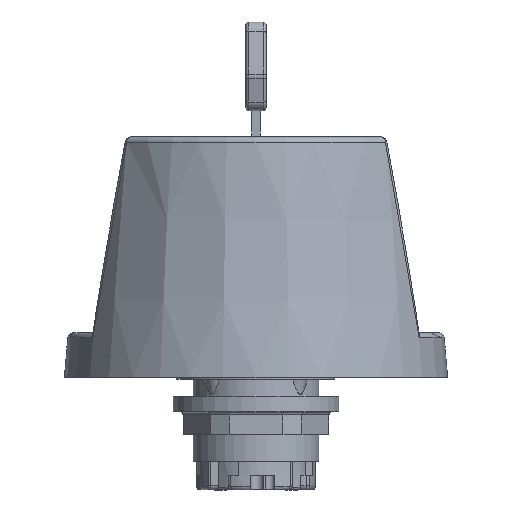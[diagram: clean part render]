
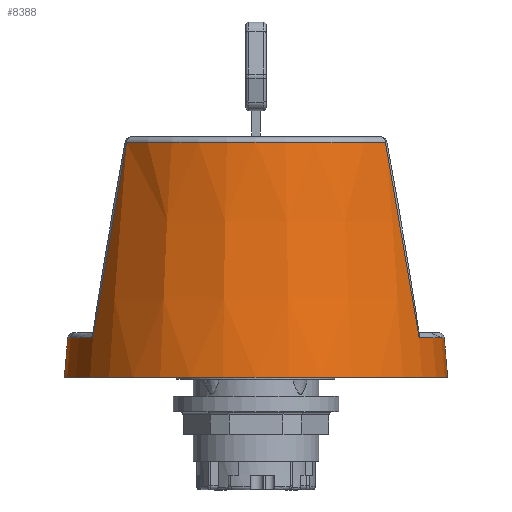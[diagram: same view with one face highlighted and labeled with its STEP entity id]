
A CAD part, front view. The second image highlights one B-rep face of the part: STEP entity #8388.
In plain terms, the highlighted conical face has half-angle 5 degrees and reference radius 31.663 mm.
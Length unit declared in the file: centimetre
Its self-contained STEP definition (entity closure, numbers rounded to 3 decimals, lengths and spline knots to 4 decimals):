
#102=CONICAL_SURFACE('',#9206,3.1663,5.);
#272=B_SPLINE_CURVE_WITH_KNOTS('',3,(#14879,#14880,#14881,#14882),
 .UNSPECIFIED.,.F.,.F.,(4,4),(-3.677,-0.1955),
 .UNSPECIFIED.);
#273=B_SPLINE_CURVE_WITH_KNOTS('',3,(#14886,#14887,#14888,#14889),
 .UNSPECIFIED.,.F.,.F.,(4,4),(-4.2818,-0.8003),
 .UNSPECIFIED.);
#274=B_SPLINE_CURVE_WITH_KNOTS('',3,(#14893,#14894,#14895,#14896),
 .UNSPECIFIED.,.F.,.F.,(4,4),(-3.677,-0.1955),
 .UNSPECIFIED.);
#275=B_SPLINE_CURVE_WITH_KNOTS('',3,(#14900,#14901,#14902,#14903),
 .UNSPECIFIED.,.F.,.F.,(4,4),(-4.2818,-0.8003),
 .UNSPECIFIED.);
#1688=FACE_BOUND('',#2536,.T.);
#1986=FACE_OUTER_BOUND('',#2535,.T.);
#2535=EDGE_LOOP('',(#6807));
#2536=EDGE_LOOP('',(#6808,#6809,#6810,#6811,#6812,#6813,#6814,#6815));
#3017=CIRCLE('',#9083,3.35);
#3071=CIRCLE('',#9207,3.2897);
#3072=CIRCLE('',#9208,2.9905);
#3073=CIRCLE('',#9209,3.2897);
#3074=CIRCLE('',#9210,2.9905);
#3705=VERTEX_POINT('',#14228);
#3843=VERTEX_POINT('',#14877);
#3844=VERTEX_POINT('',#14878);
#3845=VERTEX_POINT('',#14883);
#3846=VERTEX_POINT('',#14885);
#3847=VERTEX_POINT('',#14890);
#3848=VERTEX_POINT('',#14892);
#3849=VERTEX_POINT('',#14897);
#3850=VERTEX_POINT('',#14899);
#4695=EDGE_CURVE('',#3705,#3705,#3017,.T.);
#4892=EDGE_CURVE('',#3843,#3844,#272,.T.);
#4893=EDGE_CURVE('',#3845,#3843,#3071,.T.);
#4894=EDGE_CURVE('',#3846,#3845,#273,.T.);
#4895=EDGE_CURVE('',#3847,#3846,#3072,.T.);
#4896=EDGE_CURVE('',#3848,#3847,#274,.T.);
#4897=EDGE_CURVE('',#3849,#3848,#3073,.T.);
#4898=EDGE_CURVE('',#3850,#3849,#275,.T.);
#4899=EDGE_CURVE('',#3844,#3850,#3074,.T.);
#6807=ORIENTED_EDGE('',*,*,#4695,.F.);
#6808=ORIENTED_EDGE('',*,*,#4892,.F.);
#6809=ORIENTED_EDGE('',*,*,#4893,.F.);
#6810=ORIENTED_EDGE('',*,*,#4894,.F.);
#6811=ORIENTED_EDGE('',*,*,#4895,.F.);
#6812=ORIENTED_EDGE('',*,*,#4896,.F.);
#6813=ORIENTED_EDGE('',*,*,#4897,.F.);
#6814=ORIENTED_EDGE('',*,*,#4898,.F.);
#6815=ORIENTED_EDGE('',*,*,#4899,.F.);
#8388=ADVANCED_FACE('',(#1986,#1688),#102,.T.);
#9083=AXIS2_PLACEMENT_3D('',#14229,#10852,#10853);
#9206=AXIS2_PLACEMENT_3D('',#14876,#11201,#11202);
#9207=AXIS2_PLACEMENT_3D('',#14884,#11203,#11204);
#9208=AXIS2_PLACEMENT_3D('',#14891,#11205,#11206);
#9209=AXIS2_PLACEMENT_3D('',#14898,#11207,#11208);
#9210=AXIS2_PLACEMENT_3D('',#14904,#11209,#11210);
#10852=DIRECTION('center_axis',(0.,0.,
-1.));
#10853=DIRECTION('ref_axis',(1.,0.,0.));
#11201=DIRECTION('center_axis',(0.,0.,
-1.));
#11202=DIRECTION('ref_axis',(1.,0.,0.));
#11203=DIRECTION('center_axis',(0.,0.,
1.));
#11204=DIRECTION('ref_axis',(-1.,0.,0.));
#11205=DIRECTION('center_axis',(0.,0.,
1.));
#11206=DIRECTION('ref_axis',(0.,1.,0.));
#11207=DIRECTION('center_axis',(0.,0.,
1.));
#11208=DIRECTION('ref_axis',(1.,0.,0.));
#11209=DIRECTION('center_axis',(0.,0.,
1.));
#11210=DIRECTION('ref_axis',(0.,-1.,0.));
#14228=CARTESIAN_POINT('',(5.4348,3.3169,2.0306));
#14229=CARTESIAN_POINT('Origin',(2.0848,3.3169,2.0306));
#14876=CARTESIAN_POINT('Origin',(2.0848,3.3169,4.1306));
#14877=CARTESIAN_POINT('',(-0.7663,1.6755,2.7193));
#14878=CARTESIAN_POINT('',(-0.1774,1.3609,6.1393));
#14879=CARTESIAN_POINT('Ctrl Pts',(-0.7663,1.6755,
2.7193));
#14880=CARTESIAN_POINT('Ctrl Pts',(-0.5906,1.5708,
3.8625));
#14881=CARTESIAN_POINT('Ctrl Pts',(-0.3995,1.4659,
5.0037));
#14882=CARTESIAN_POINT('Ctrl Pts',(-0.1774,1.3609,6.1393));
#14883=CARTESIAN_POINT('',(-0.7663,4.9582,2.7193));
#14884=CARTESIAN_POINT('Origin',(2.0848,3.3169,2.7193));
#14885=CARTESIAN_POINT('',(-0.1774,5.2729,6.1393));
#14886=CARTESIAN_POINT('Ctrl Pts',(-0.1774,5.2729,
6.1393));
#14887=CARTESIAN_POINT('Ctrl Pts',(-0.3995,5.1678,
5.0037));
#14888=CARTESIAN_POINT('Ctrl Pts',(-0.5906,5.0629,3.8625));
#14889=CARTESIAN_POINT('Ctrl Pts',(-0.7663,4.9582,2.7193));
#14890=CARTESIAN_POINT('',(4.3469,5.2729,6.1393));
#14891=CARTESIAN_POINT('Origin',(2.0848,3.3169,6.1393));
#14892=CARTESIAN_POINT('',(4.9358,4.9582,2.7193));
#14893=CARTESIAN_POINT('Ctrl Pts',(4.9358,4.9582,2.7193));
#14894=CARTESIAN_POINT('Ctrl Pts',(4.7601,5.0629,3.8625));
#14895=CARTESIAN_POINT('Ctrl Pts',(4.5691,5.1678,5.0037));
#14896=CARTESIAN_POINT('Ctrl Pts',(4.3469,5.2729,6.1393));
#14897=CARTESIAN_POINT('',(4.9358,1.6755,2.7193));
#14898=CARTESIAN_POINT('Origin',(2.0848,3.3169,2.7193));
#14899=CARTESIAN_POINT('',(4.3469,1.3609,6.1393));
#14900=CARTESIAN_POINT('Ctrl Pts',(4.3469,1.3609,6.1393));
#14901=CARTESIAN_POINT('Ctrl Pts',(4.5691,1.4659,5.0037));
#14902=CARTESIAN_POINT('Ctrl Pts',(4.7601,1.5708,3.8625));
#14903=CARTESIAN_POINT('Ctrl Pts',(4.9358,1.6755,2.7193));
#14904=CARTESIAN_POINT('Origin',(2.0848,3.3169,6.1393));
